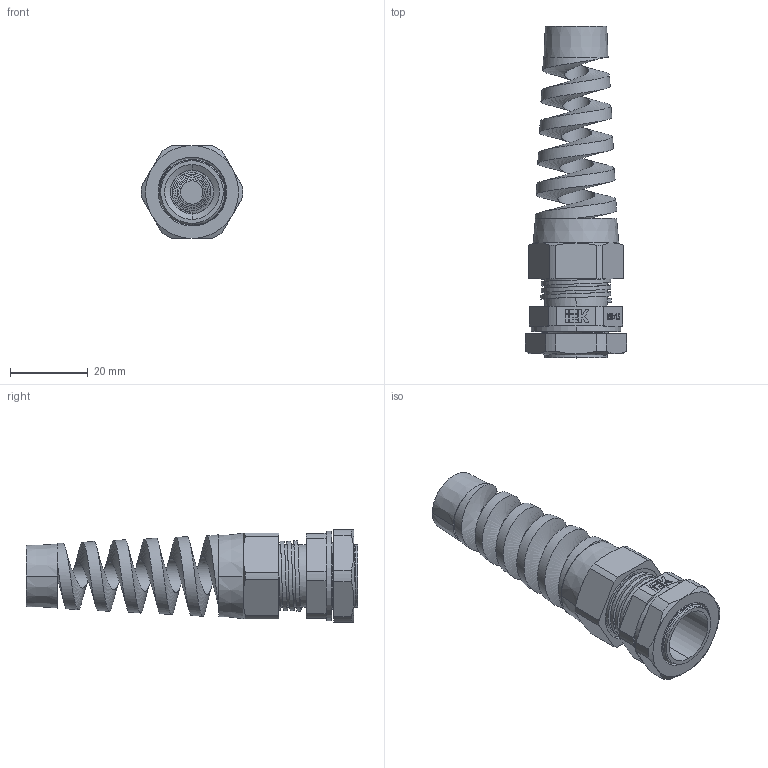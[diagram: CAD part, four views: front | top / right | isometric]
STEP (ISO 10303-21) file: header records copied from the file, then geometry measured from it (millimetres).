
FILE_DESCRIPTION (( 'STEP AP214' ), '1' );
FILE_NAME ('YSA23-08-18-68-K02 Ñàëüíèê MGR 18.STEP', '2023-10-04T10:35:42', ( '' ), ( '' ), 'SwSTEP 2.0', 'SolidWorks 2022', '' );
FILE_SCHEMA (( 'AUTOMOTIVE_DESIGN' ));
Length unit declared in the file: millimetre
Products named in the file (1): YSA23-08-18-68-K02 Сальник MGR 18
Bounding box: 26.08 x 85.36 x 23.9 mm (x, y, z)
Volume: 13827.4 mm3; surface area: 15948.1 mm2
Topology: 7 solids, 7 shells, 438 faces, 1171 edges, 770 vertices
Faces by surface type: plane 223, bspline 85, cylinder 83, cone 28, torus 19
Entity records: 31858 total; most frequent: CARTESIAN_POINT 16794, ORIENTED_EDGE 2342, DIRECTION 1749, EDGE_CURVE 1171, VERTEX_POINT 770, VECTOR 635, LINE 635, AXIS2_PLACEMENT_3D 557
